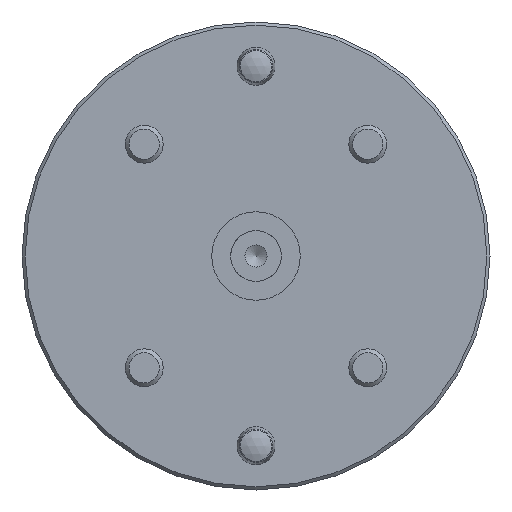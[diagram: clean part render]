
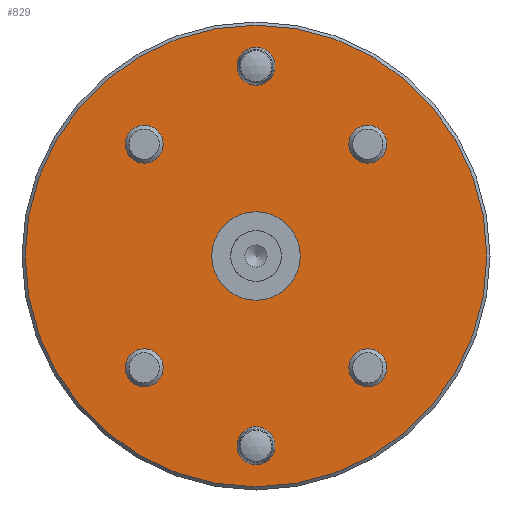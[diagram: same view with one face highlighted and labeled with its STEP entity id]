
A CAD part, front view. The second image highlights one B-rep face of the part: STEP entity #829.
In plain terms, the highlighted planar face has unit normal (0, -1, 0).
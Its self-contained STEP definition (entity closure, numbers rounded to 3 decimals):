
#3 = CARTESIAN_POINT ( 'NONE',  ( 0., 0., 7. ) ) ;
#18 = DIRECTION ( 'NONE',  ( 0., 0., -1. ) ) ;
#88 = ORIENTED_EDGE ( 'NONE', *, *, #4675, .F. ) ;
#207 = VERTEX_POINT ( 'NONE', #3 ) ;
#210 = CIRCLE ( 'NONE', #5654, 3. ) ;
#268 = VERTEX_POINT ( 'NONE', #4678 ) ;
#317 = EDGE_LOOP ( 'NONE', ( #88 ) ) ;
#383 = ORIENTED_EDGE ( 'NONE', *, *, #2212, .T. ) ;
#448 = CARTESIAN_POINT ( 'NONE',  ( -6., 0., 0. ) ) ;
#475 = CARTESIAN_POINT ( 'NONE',  ( 0., 0., 27. ) ) ;
#538 = CARTESIAN_POINT ( 'NONE',  ( -17.678, 0., 14.678 ) ) ;
#542 = EDGE_CURVE ( 'NONE', #207, #207, #1101, .T. ) ;
#550 = DIRECTION ( 'NONE',  ( 0., 1., 0. ) ) ;
#556 = ORIENTED_EDGE ( 'NONE', *, *, #1655, .F. ) ;
#710 = AXIS2_PLACEMENT_3D ( 'NONE', #2157, #5361, #715 ) ;
#715 = DIRECTION ( 'NONE',  ( 0., 0., 1. ) ) ;
#769 = CIRCLE ( 'NONE', #5277, 3. ) ;
#829 = ADVANCED_FACE ( 'NONE', ( #3576, #1944, #1771, #4938, #6013, #4116, #2573, #5595 ), #2394, .F. ) ;
#855 = ORIENTED_EDGE ( 'NONE', *, *, #5429, .F. ) ;
#868 = DIRECTION ( 'NONE',  ( 0., -1., 0. ) ) ;
#884 = CARTESIAN_POINT ( 'NONE',  ( 17.678, 0., -20.678 ) ) ;
#928 = EDGE_LOOP ( 'NONE', ( #1002 ) ) ;
#1002 = ORIENTED_EDGE ( 'NONE', *, *, #3938, .T. ) ;
#1067 = ORIENTED_EDGE ( 'NONE', *, *, #542, .F. ) ;
#1084 = CIRCLE ( 'NONE', #1709, 3. ) ;
#1101 = CIRCLE ( 'NONE', #710, 7. ) ;
#1123 = AXIS2_PLACEMENT_3D ( 'NONE', #1409, #4691, #18 ) ;
#1140 = CARTESIAN_POINT ( 'NONE',  ( 17.678, 0., 17.678 ) ) ;
#1162 = EDGE_CURVE ( 'NONE', #3955, #3955, #210, .T. ) ;
#1409 = CARTESIAN_POINT ( 'NONE',  ( 0., 0., 0. ) ) ;
#1547 = ORIENTED_EDGE ( 'NONE', *, *, #5669, .F. ) ;
#1655 = EDGE_CURVE ( 'NONE', #2123, #2123, #2270, .T. ) ;
#1709 = AXIS2_PLACEMENT_3D ( 'NONE', #2275, #5559, #2734 ) ;
#1771 = FACE_BOUND ( 'NONE', #3937, .T. ) ;
#1795 = AXIS2_PLACEMENT_3D ( 'NONE', #1140, #3929, #5380 ) ;
#1846 = EDGE_LOOP ( 'NONE', ( #1067 ) ) ;
#1944 = FACE_BOUND ( 'NONE', #1846, .T. ) ;
#2123 = VERTEX_POINT ( 'NONE', #538 ) ;
#2157 = CARTESIAN_POINT ( 'NONE',  ( 0., 0., 0. ) ) ;
#2212 = EDGE_CURVE ( 'NONE', #4986, #4986, #3868, .T. ) ;
#2270 = CIRCLE ( 'NONE', #5980, 3. ) ;
#2275 = CARTESIAN_POINT ( 'NONE',  ( 0., 0., -30. ) ) ;
#2366 = CARTESIAN_POINT ( 'NONE',  ( -17.678, 0., 17.678 ) ) ;
#2394 = PLANE ( 'NONE',  #5524 ) ;
#2527 = DIRECTION ( 'NONE',  ( 0., 0., 1. ) ) ;
#2573 = FACE_BOUND ( 'NONE', #3016, .T. ) ;
#2696 = CARTESIAN_POINT ( 'NONE',  ( 0., 0., -36.5 ) ) ;
#2734 = DIRECTION ( 'NONE',  ( 0., 0., -1. ) ) ;
#2846 = DIRECTION ( 'NONE',  ( 0., -1., 0. ) ) ;
#3016 = EDGE_LOOP ( 'NONE', ( #556 ) ) ;
#3216 = CARTESIAN_POINT ( 'NONE',  ( 17.678, 0., 14.678 ) ) ;
#3234 = DIRECTION ( 'NONE',  ( 0., 0., -1. ) ) ;
#3576 = FACE_OUTER_BOUND ( 'NONE', #4275, .T. ) ;
#3749 = CARTESIAN_POINT ( 'NONE',  ( 0., 0., 30. ) ) ;
#3868 = CIRCLE ( 'NONE', #1123, 36.5 ) ;
#3929 = DIRECTION ( 'NONE',  ( 0., -1., 0. ) ) ;
#3937 = EDGE_LOOP ( 'NONE', ( #5823 ) ) ;
#3938 = EDGE_CURVE ( 'NONE', #268, #268, #1084, .T. ) ;
#3955 = VERTEX_POINT ( 'NONE', #475 ) ;
#4116 = FACE_BOUND ( 'NONE', #5979, .T. ) ;
#4130 = DIRECTION ( 'NONE',  ( 0., -1., 0. ) ) ;
#4176 = CARTESIAN_POINT ( 'NONE',  ( -17.678, 0., -20.678 ) ) ;
#4238 = DIRECTION ( 'NONE',  ( 0., 0., -1. ) ) ;
#4275 = EDGE_LOOP ( 'NONE', ( #383 ) ) ;
#4345 = DIRECTION ( 'NONE',  ( 0., 0., -1. ) ) ;
#4576 = CARTESIAN_POINT ( 'NONE',  ( -17.678, 0., -17.678 ) ) ;
#4675 = EDGE_CURVE ( 'NONE', #5208, #5208, #769, .T. ) ;
#4678 = CARTESIAN_POINT ( 'NONE',  ( 0., 0., -33. ) ) ;
#4691 = DIRECTION ( 'NONE',  ( 0., -1., 0. ) ) ;
#4930 = VERTEX_POINT ( 'NONE', #3216 ) ;
#4938 = FACE_BOUND ( 'NONE', #928, .T. ) ;
#4986 = VERTEX_POINT ( 'NONE', #2696 ) ;
#5015 = CIRCLE ( 'NONE', #1795, 3. ) ;
#5022 = CIRCLE ( 'NONE', #6021, 3. ) ;
#5126 = DIRECTION ( 'NONE',  ( 0., 1., 0. ) ) ;
#5208 = VERTEX_POINT ( 'NONE', #4176 ) ;
#5277 = AXIS2_PLACEMENT_3D ( 'NONE', #4576, #868, #5542 ) ;
#5285 = VERTEX_POINT ( 'NONE', #884 ) ;
#5361 = DIRECTION ( 'NONE',  ( 0., -1., 0. ) ) ;
#5380 = DIRECTION ( 'NONE',  ( 0., 0., -1. ) ) ;
#5429 = EDGE_CURVE ( 'NONE', #5285, #5285, #5022, .T. ) ;
#5524 = AXIS2_PLACEMENT_3D ( 'NONE', #448, #550, #2527 ) ;
#5542 = DIRECTION ( 'NONE',  ( 0., 0., -1. ) ) ;
#5559 = DIRECTION ( 'NONE',  ( 0., 1., 0. ) ) ;
#5595 = FACE_BOUND ( 'NONE', #317, .T. ) ;
#5654 = AXIS2_PLACEMENT_3D ( 'NONE', #3749, #5126, #4238 ) ;
#5669 = EDGE_CURVE ( 'NONE', #4930, #4930, #5015, .T. ) ;
#5823 = ORIENTED_EDGE ( 'NONE', *, *, #1162, .T. ) ;
#5854 = EDGE_LOOP ( 'NONE', ( #855 ) ) ;
#5978 = CARTESIAN_POINT ( 'NONE',  ( 17.678, 0., -17.678 ) ) ;
#5979 = EDGE_LOOP ( 'NONE', ( #1547 ) ) ;
#5980 = AXIS2_PLACEMENT_3D ( 'NONE', #2366, #2846, #4345 ) ;
#6013 = FACE_BOUND ( 'NONE', #5854, .T. ) ;
#6021 = AXIS2_PLACEMENT_3D ( 'NONE', #5978, #4130, #3234 ) ;
